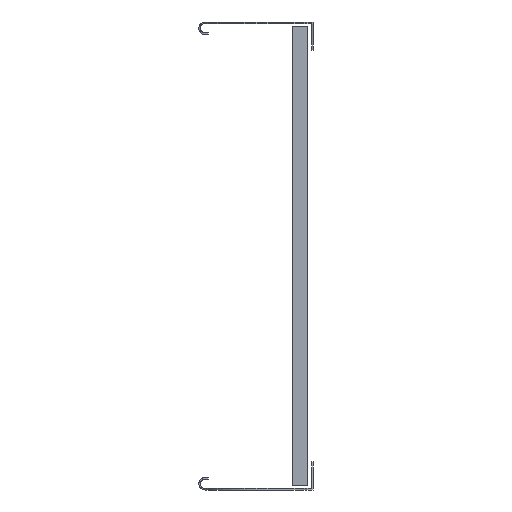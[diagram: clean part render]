
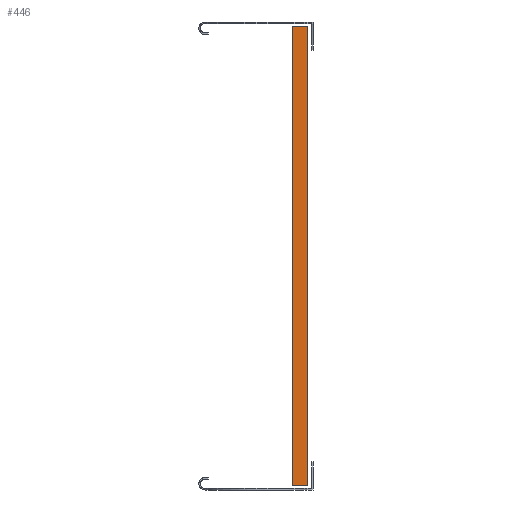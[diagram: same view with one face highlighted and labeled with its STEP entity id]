
A CAD part, left-side view. The second image highlights one B-rep face of the part: STEP entity #446.
In plain terms, the highlighted planar face has unit normal (-1, 0, 0).
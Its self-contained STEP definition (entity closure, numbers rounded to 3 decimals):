
#23 = EDGE_CURVE ( 'NONE', #5030, #4016, #1975, .T. ) ;
#44 = VERTEX_POINT ( 'NONE', #2424 ) ;
#141 = VECTOR ( 'NONE', #4114, 1000. ) ;
#164 = DIRECTION ( 'NONE',  ( 0., 1., 0. ) ) ;
#207 = AXIS2_PLACEMENT_3D ( 'NONE', #4041, #4120, #4136 ) ;
#239 = VECTOR ( 'NONE', #877, 1000. ) ;
#305 = LINE ( 'NONE', #760, #239 ) ;
#446 = ADVANCED_FACE ( 'NONE', ( #974 ), #4107, .F. ) ;
#612 = LINE ( 'NONE', #3471, #1809 ) ;
#645 = CARTESIAN_POINT ( 'NONE',  ( -15., 15., 221. ) ) ;
#728 = DIRECTION ( 'NONE',  ( 0., 1., 0. ) ) ;
#760 = CARTESIAN_POINT ( 'NONE',  ( -15., 15., -221. ) ) ;
#768 = VERTEX_POINT ( 'NONE', #1011 ) ;
#776 = EDGE_CURVE ( 'NONE', #2436, #911, #305, .T. ) ;
#805 = CARTESIAN_POINT ( 'NONE',  ( -15., 3., -221. ) ) ;
#871 = CARTESIAN_POINT ( 'NONE',  ( -15., 3., -221. ) ) ;
#877 = DIRECTION ( 'NONE',  ( 0., 0., 1. ) ) ;
#911 = VERTEX_POINT ( 'NONE', #1233 ) ;
#937 = CARTESIAN_POINT ( 'NONE',  ( -15., 3., -221. ) ) ;
#974 = FACE_OUTER_BOUND ( 'NONE', #2854, .T. ) ;
#1011 = CARTESIAN_POINT ( 'NONE',  ( -15., 0., -221. ) ) ;
#1225 = LINE ( 'NONE', #645, #1395 ) ;
#1233 = CARTESIAN_POINT ( 'NONE',  ( -15., 15., 221. ) ) ;
#1342 = EDGE_CURVE ( 'NONE', #4016, #911, #1225, .T. ) ;
#1393 = LINE ( 'NONE', #3248, #141 ) ;
#1395 = VECTOR ( 'NONE', #3130, 1000. ) ;
#1452 = VECTOR ( 'NONE', #2355, 1000. ) ;
#1514 = LINE ( 'NONE', #871, #4339 ) ;
#1809 = VECTOR ( 'NONE', #3323, 1000. ) ;
#1975 = LINE ( 'NONE', #3035, #2017 ) ;
#2013 = EDGE_CURVE ( 'NONE', #4850, #44, #1514, .T. ) ;
#2017 = VECTOR ( 'NONE', #3151, 1000. ) ;
#2142 = VERTEX_POINT ( 'NONE', #2702 ) ;
#2346 = CARTESIAN_POINT ( 'NONE',  ( -15., 0., -221. ) ) ;
#2355 = DIRECTION ( 'NONE',  ( 0., 0., 1. ) ) ;
#2424 = CARTESIAN_POINT ( 'NONE',  ( -15., 12., -221. ) ) ;
#2436 = VERTEX_POINT ( 'NONE', #2699 ) ;
#2509 = ORIENTED_EDGE ( 'NONE', *, *, #3560, .F. ) ;
#2627 = ORIENTED_EDGE ( 'NONE', *, *, #4725, .T. ) ;
#2673 = LINE ( 'NONE', #2346, #1452 ) ;
#2679 = ORIENTED_EDGE ( 'NONE', *, *, #5287, .T. ) ;
#2699 = CARTESIAN_POINT ( 'NONE',  ( -15., 15., -221. ) ) ;
#2702 = CARTESIAN_POINT ( 'NONE',  ( -15., 0., 221. ) ) ;
#2761 = ORIENTED_EDGE ( 'NONE', *, *, #2013, .F. ) ;
#2854 = EDGE_LOOP ( 'NONE', ( #3107, #3082, #2984, #2902, #2761, #2679, #2627, #2509 ) ) ;
#2902 = ORIENTED_EDGE ( 'NONE', *, *, #4266, .F. ) ;
#2984 = ORIENTED_EDGE ( 'NONE', *, *, #776, .F. ) ;
#3035 = CARTESIAN_POINT ( 'NONE',  ( -15., 3., 221. ) ) ;
#3082 = ORIENTED_EDGE ( 'NONE', *, *, #1342, .T. ) ;
#3107 = ORIENTED_EDGE ( 'NONE', *, *, #23, .T. ) ;
#3130 = DIRECTION ( 'NONE',  ( 0., 1., 0. ) ) ;
#3151 = DIRECTION ( 'NONE',  ( 0., 1., 0. ) ) ;
#3248 = CARTESIAN_POINT ( 'NONE',  ( -15., 3., 221. ) ) ;
#3323 = DIRECTION ( 'NONE',  ( 0., -1., 0. ) ) ;
#3471 = CARTESIAN_POINT ( 'NONE',  ( -15., 0., -221. ) ) ;
#3560 = EDGE_CURVE ( 'NONE', #5030, #2142, #1393, .T. ) ;
#4016 = VERTEX_POINT ( 'NONE', #4975 ) ;
#4041 = CARTESIAN_POINT ( 'NONE',  ( -15., 3., -221. ) ) ;
#4107 = PLANE ( 'NONE',  #207 ) ;
#4114 = DIRECTION ( 'NONE',  ( 0., -1., 0. ) ) ;
#4120 = DIRECTION ( 'NONE',  ( 1., 0., 0. ) ) ;
#4136 = DIRECTION ( 'NONE',  ( 0., 0., -1. ) ) ;
#4266 = EDGE_CURVE ( 'NONE', #44, #2436, #5004, .T. ) ;
#4339 = VECTOR ( 'NONE', #164, 1000. ) ;
#4563 = CARTESIAN_POINT ( 'NONE',  ( -15., 3., 221. ) ) ;
#4725 = EDGE_CURVE ( 'NONE', #768, #2142, #2673, .T. ) ;
#4850 = VERTEX_POINT ( 'NONE', #937 ) ;
#4975 = CARTESIAN_POINT ( 'NONE',  ( -15., 12., 221. ) ) ;
#5004 = LINE ( 'NONE', #805, #5062 ) ;
#5030 = VERTEX_POINT ( 'NONE', #4563 ) ;
#5062 = VECTOR ( 'NONE', #728, 1000. ) ;
#5287 = EDGE_CURVE ( 'NONE', #4850, #768, #612, .T. ) ;
